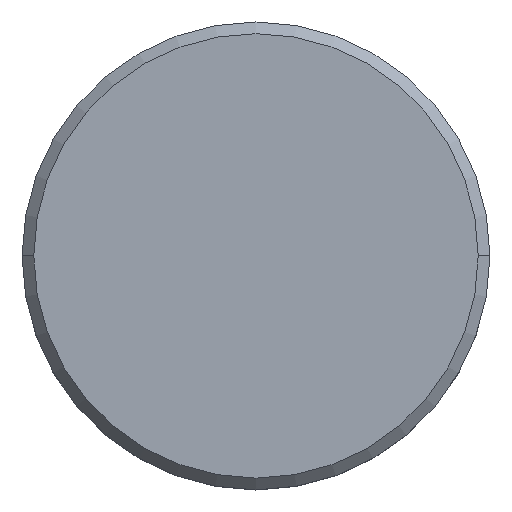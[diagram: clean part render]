
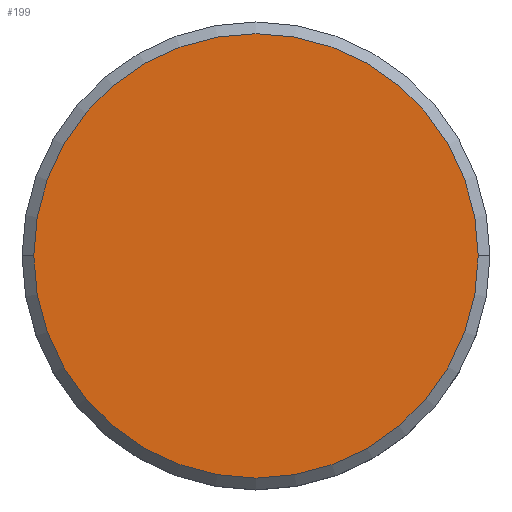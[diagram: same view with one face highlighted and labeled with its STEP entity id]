
A CAD part, top view. The second image highlights one B-rep face of the part: STEP entity #199.
In plain terms, the highlighted planar face has unit normal (0, 0, 1).
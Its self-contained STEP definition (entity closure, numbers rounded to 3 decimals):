
#6 = CIRCLE ( 'NONE', #142, 9.5 ) ;
#54 = EDGE_CURVE ( 'NONE', #110, #331, #71, .T. ) ;
#71 = CIRCLE ( 'NONE', #138, 9.5 ) ;
#79 = DIRECTION ( 'NONE',  ( 1., 0., 0. ) ) ;
#80 = ORIENTED_EDGE ( 'NONE', *, *, #54, .T. ) ;
#110 = VERTEX_POINT ( 'NONE', #205 ) ;
#136 = CARTESIAN_POINT ( 'NONE',  ( 0., 0., 0. ) ) ;
#138 = AXIS2_PLACEMENT_3D ( 'NONE', #211, #399, #581 ) ;
#142 = AXIS2_PLACEMENT_3D ( 'NONE', #170, #309, #79 ) ;
#147 = EDGE_CURVE ( 'NONE', #331, #110, #6, .T. ) ;
#170 = CARTESIAN_POINT ( 'NONE',  ( 0., 0., 0. ) ) ;
#199 = ADVANCED_FACE ( 'NONE', ( #372 ), #555, .T. ) ;
#205 = CARTESIAN_POINT ( 'NONE',  ( 9.5, 0., 0. ) ) ;
#211 = CARTESIAN_POINT ( 'NONE',  ( 0., 0., 0. ) ) ;
#242 = DIRECTION ( 'NONE',  ( 0., 0., 1. ) ) ;
#309 = DIRECTION ( 'NONE',  ( 0., 0., 1. ) ) ;
#310 = ORIENTED_EDGE ( 'NONE', *, *, #147, .T. ) ;
#331 = VERTEX_POINT ( 'NONE', #340 ) ;
#340 = CARTESIAN_POINT ( 'NONE',  ( -9.5, 0., 0. ) ) ;
#372 = FACE_OUTER_BOUND ( 'NONE', #571, .T. ) ;
#389 = DIRECTION ( 'NONE',  ( 1., 0., 0. ) ) ;
#398 = AXIS2_PLACEMENT_3D ( 'NONE', #136, #242, #389 ) ;
#399 = DIRECTION ( 'NONE',  ( 0., 0., 1. ) ) ;
#555 = PLANE ( 'NONE',  #398 ) ;
#571 = EDGE_LOOP ( 'NONE', ( #310, #80 ) ) ;
#581 = DIRECTION ( 'NONE',  ( 1., 0., 0. ) ) ;
